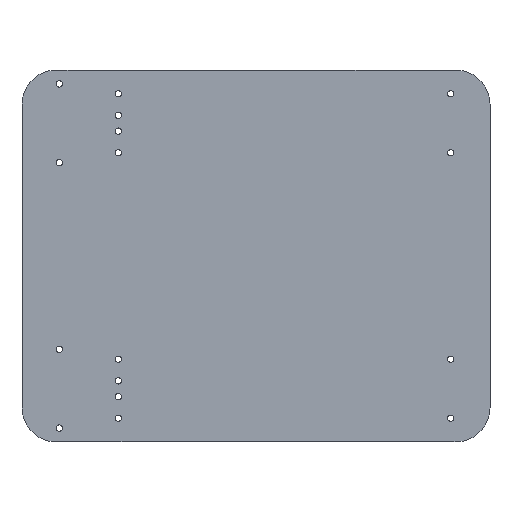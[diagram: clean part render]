
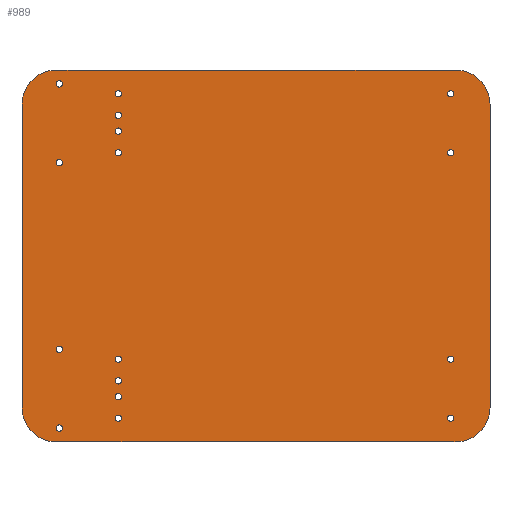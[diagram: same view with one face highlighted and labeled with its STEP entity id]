
A CAD part, top view. The second image highlights one B-rep face of the part: STEP entity #989.
In plain terms, the highlighted planar face has unit normal (0, 0, 1).
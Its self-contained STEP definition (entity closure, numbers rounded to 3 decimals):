
#52 = VERTEX_POINT('',#53);
#53 = CARTESIAN_POINT('',(-19.,-5.779,0.411));
#59 = EDGE_CURVE('',#52,#60,#62,.T.);
#60 = VERTEX_POINT('',#61);
#61 = CARTESIAN_POINT('',(-1.779,-23.,0.411));
#62 = CIRCLE('',#63,17.221);
#63 = AXIS2_PLACEMENT_3D('',#64,#65,#66);
#64 = CARTESIAN_POINT('',(-1.779,-5.779,0.411));
#65 = DIRECTION('',(0.,0.,1.));
#66 = DIRECTION('',(-1.,0.,0.));
#92 = EDGE_CURVE('',#60,#93,#95,.T.);
#93 = VERTEX_POINT('',#94);
#94 = CARTESIAN_POINT('',(13.,-23.,0.411));
#95 = LINE('',#96,#97);
#96 = CARTESIAN_POINT('',(-1.779,-23.,0.411));
#97 = VECTOR('',#98,1.);
#98 = DIRECTION('',(1.,0.,0.));
#123 = EDGE_CURVE('',#93,#124,#126,.T.);
#124 = VERTEX_POINT('',#125);
#125 = CARTESIAN_POINT('',(199.,-23.,0.411));
#126 = LINE('',#127,#128);
#127 = CARTESIAN_POINT('',(13.,-23.,0.411));
#128 = VECTOR('',#129,1.);
#129 = DIRECTION('',(1.,0.,0.));
#154 = EDGE_CURVE('',#124,#155,#157,.T.);
#155 = VERTEX_POINT('',#156);
#156 = CARTESIAN_POINT('',(201.779,-23.,0.411));
#157 = LINE('',#158,#159);
#158 = CARTESIAN_POINT('',(199.,-23.,0.411));
#159 = VECTOR('',#160,1.);
#160 = DIRECTION('',(1.,0.,0.));
#185 = EDGE_CURVE('',#155,#186,#188,.T.);
#186 = VERTEX_POINT('',#187);
#187 = CARTESIAN_POINT('',(219.,-5.779,0.411));
#188 = CIRCLE('',#189,17.221);
#189 = AXIS2_PLACEMENT_3D('',#190,#191,#192);
#190 = CARTESIAN_POINT('',(201.779,-5.779,0.411));
#191 = DIRECTION('',(0.,0.,1.));
#192 = DIRECTION('',(0.,-1.,0.));
#218 = EDGE_CURVE('',#186,#219,#221,.T.);
#219 = VERTEX_POINT('',#220);
#220 = CARTESIAN_POINT('',(219.,148.779,0.411));
#221 = LINE('',#222,#223);
#222 = CARTESIAN_POINT('',(219.,-5.779,0.411));
#223 = VECTOR('',#224,1.);
#224 = DIRECTION('',(0.,1.,0.));
#249 = EDGE_CURVE('',#219,#250,#252,.T.);
#250 = VERTEX_POINT('',#251);
#251 = CARTESIAN_POINT('',(201.779,166.,0.411));
#252 = CIRCLE('',#253,17.221);
#253 = AXIS2_PLACEMENT_3D('',#254,#255,#256);
#254 = CARTESIAN_POINT('',(201.779,148.779,0.411));
#255 = DIRECTION('',(0.,0.,1.));
#256 = DIRECTION('',(1.,0.,0.));
#282 = EDGE_CURVE('',#250,#283,#285,.T.);
#283 = VERTEX_POINT('',#284);
#284 = CARTESIAN_POINT('',(34.24,166.,0.411));
#285 = LINE('',#286,#287);
#286 = CARTESIAN_POINT('',(201.779,166.,0.411));
#287 = VECTOR('',#288,1.);
#288 = DIRECTION('',(-1.,0.,0.));
#313 = EDGE_CURVE('',#283,#314,#316,.T.);
#314 = VERTEX_POINT('',#315);
#315 = CARTESIAN_POINT('',(-1.779,166.,0.411));
#316 = LINE('',#317,#318);
#317 = CARTESIAN_POINT('',(34.24,166.,0.411));
#318 = VECTOR('',#319,1.);
#319 = DIRECTION('',(-1.,0.,0.));
#344 = EDGE_CURVE('',#314,#345,#347,.T.);
#345 = VERTEX_POINT('',#346);
#346 = CARTESIAN_POINT('',(-19.,148.779,0.411));
#347 = CIRCLE('',#348,17.221);
#348 = AXIS2_PLACEMENT_3D('',#349,#350,#351);
#349 = CARTESIAN_POINT('',(-1.779,148.779,0.411));
#350 = DIRECTION('',(0.,0.,1.));
#351 = DIRECTION('',(0.,1.,0.));
#377 = EDGE_CURVE('',#345,#52,#378,.T.);
#378 = LINE('',#379,#380);
#379 = CARTESIAN_POINT('',(-19.,148.779,0.411));
#380 = VECTOR('',#381,1.);
#381 = DIRECTION('',(0.,-1.,0.));
#401 = VERTEX_POINT('',#402);
#402 = CARTESIAN_POINT('',(1.6,-16.,0.411));
#408 = EDGE_CURVE('',#401,#401,#409,.T.);
#409 = CIRCLE('',#410,1.6);
#410 = AXIS2_PLACEMENT_3D('',#411,#412,#413);
#411 = CARTESIAN_POINT('',(0.,-16.,0.411));
#412 = DIRECTION('',(0.,0.,1.));
#413 = DIRECTION('',(1.,0.,0.));
#434 = VERTEX_POINT('',#435);
#435 = CARTESIAN_POINT('',(1.6,24.,0.411));
#441 = EDGE_CURVE('',#434,#434,#442,.T.);
#442 = CIRCLE('',#443,1.6);
#443 = AXIS2_PLACEMENT_3D('',#444,#445,#446);
#444 = CARTESIAN_POINT('',(0.,24.,0.411));
#445 = DIRECTION('',(0.,0.,1.));
#446 = DIRECTION('',(1.,0.,0.));
#467 = VERTEX_POINT('',#468);
#468 = CARTESIAN_POINT('',(1.6,119.,0.411));
#474 = EDGE_CURVE('',#467,#467,#475,.T.);
#475 = CIRCLE('',#476,1.6);
#476 = AXIS2_PLACEMENT_3D('',#477,#478,#479);
#477 = CARTESIAN_POINT('',(0.,119.,0.411));
#478 = DIRECTION('',(0.,0.,1.));
#479 = DIRECTION('',(1.,0.,0.));
#500 = VERTEX_POINT('',#501);
#501 = CARTESIAN_POINT('',(31.6,124.,0.411));
#507 = EDGE_CURVE('',#500,#500,#508,.T.);
#508 = CIRCLE('',#509,1.6);
#509 = AXIS2_PLACEMENT_3D('',#510,#511,#512);
#510 = CARTESIAN_POINT('',(30.,124.,0.411));
#511 = DIRECTION('',(0.,0.,1.));
#512 = DIRECTION('',(1.,0.,0.));
#533 = VERTEX_POINT('',#534);
#534 = CARTESIAN_POINT('',(31.6,154.,0.411));
#540 = EDGE_CURVE('',#533,#533,#541,.T.);
#541 = CIRCLE('',#542,1.6);
#542 = AXIS2_PLACEMENT_3D('',#543,#544,#545);
#543 = CARTESIAN_POINT('',(30.,154.,0.411));
#544 = DIRECTION('',(0.,0.,1.));
#545 = DIRECTION('',(1.,0.,0.));
#566 = VERTEX_POINT('',#567);
#567 = CARTESIAN_POINT('',(1.6,159.,0.411));
#573 = EDGE_CURVE('',#566,#566,#574,.T.);
#574 = CIRCLE('',#575,1.6);
#575 = AXIS2_PLACEMENT_3D('',#576,#577,#578);
#576 = CARTESIAN_POINT('',(0.,159.,0.411));
#577 = DIRECTION('',(0.,0.,1.));
#578 = DIRECTION('',(1.,0.,0.));
#599 = VERTEX_POINT('',#600);
#600 = CARTESIAN_POINT('',(31.6,135.,0.411));
#606 = EDGE_CURVE('',#599,#599,#607,.T.);
#607 = CIRCLE('',#608,1.6);
#608 = AXIS2_PLACEMENT_3D('',#609,#610,#611);
#609 = CARTESIAN_POINT('',(30.,135.,0.411));
#610 = DIRECTION('',(0.,0.,1.));
#611 = DIRECTION('',(1.,0.,0.));
#632 = VERTEX_POINT('',#633);
#633 = CARTESIAN_POINT('',(31.6,143.,0.411));
#639 = EDGE_CURVE('',#632,#632,#640,.T.);
#640 = CIRCLE('',#641,1.6);
#641 = AXIS2_PLACEMENT_3D('',#642,#643,#644);
#642 = CARTESIAN_POINT('',(30.,143.,0.411));
#643 = DIRECTION('',(0.,0.,1.));
#644 = DIRECTION('',(1.,0.,0.));
#665 = VERTEX_POINT('',#666);
#666 = CARTESIAN_POINT('',(31.6,-11.,0.411));
#672 = EDGE_CURVE('',#665,#665,#673,.T.);
#673 = CIRCLE('',#674,1.6);
#674 = AXIS2_PLACEMENT_3D('',#675,#676,#677);
#675 = CARTESIAN_POINT('',(30.,-11.,0.411));
#676 = DIRECTION('',(0.,0.,1.));
#677 = DIRECTION('',(1.,0.,0.));
#698 = VERTEX_POINT('',#699);
#699 = CARTESIAN_POINT('',(31.6,0.,0.411));
#705 = EDGE_CURVE('',#698,#698,#706,.T.);
#706 = CIRCLE('',#707,1.6);
#707 = AXIS2_PLACEMENT_3D('',#708,#709,#710);
#708 = CARTESIAN_POINT('',(30.,0.,0.411));
#709 = DIRECTION('',(0.,0.,1.));
#710 = DIRECTION('',(1.,0.,0.));
#731 = VERTEX_POINT('',#732);
#732 = CARTESIAN_POINT('',(200.6,-11.,0.411));
#738 = EDGE_CURVE('',#731,#731,#739,.T.);
#739 = CIRCLE('',#740,1.6);
#740 = AXIS2_PLACEMENT_3D('',#741,#742,#743);
#741 = CARTESIAN_POINT('',(199.,-11.,0.411));
#742 = DIRECTION('',(0.,0.,1.));
#743 = DIRECTION('',(1.,0.,0.));
#764 = VERTEX_POINT('',#765);
#765 = CARTESIAN_POINT('',(31.6,8.,0.411));
#771 = EDGE_CURVE('',#764,#764,#772,.T.);
#772 = CIRCLE('',#773,1.6);
#773 = AXIS2_PLACEMENT_3D('',#774,#775,#776);
#774 = CARTESIAN_POINT('',(30.,8.,0.411));
#775 = DIRECTION('',(0.,0.,1.));
#776 = DIRECTION('',(1.,0.,0.));
#797 = VERTEX_POINT('',#798);
#798 = CARTESIAN_POINT('',(31.6,19.,0.411));
#804 = EDGE_CURVE('',#797,#797,#805,.T.);
#805 = CIRCLE('',#806,1.6);
#806 = AXIS2_PLACEMENT_3D('',#807,#808,#809);
#807 = CARTESIAN_POINT('',(30.,19.,0.411));
#808 = DIRECTION('',(0.,0.,1.));
#809 = DIRECTION('',(1.,0.,0.));
#830 = VERTEX_POINT('',#831);
#831 = CARTESIAN_POINT('',(200.6,19.,0.411));
#837 = EDGE_CURVE('',#830,#830,#838,.T.);
#838 = CIRCLE('',#839,1.6);
#839 = AXIS2_PLACEMENT_3D('',#840,#841,#842);
#840 = CARTESIAN_POINT('',(199.,19.,0.411));
#841 = DIRECTION('',(0.,0.,1.));
#842 = DIRECTION('',(1.,0.,0.));
#863 = VERTEX_POINT('',#864);
#864 = CARTESIAN_POINT('',(200.6,124.,0.411));
#870 = EDGE_CURVE('',#863,#863,#871,.T.);
#871 = CIRCLE('',#872,1.6);
#872 = AXIS2_PLACEMENT_3D('',#873,#874,#875);
#873 = CARTESIAN_POINT('',(199.,124.,0.411));
#874 = DIRECTION('',(0.,0.,1.));
#875 = DIRECTION('',(1.,0.,0.));
#896 = VERTEX_POINT('',#897);
#897 = CARTESIAN_POINT('',(200.6,154.,0.411));
#903 = EDGE_CURVE('',#896,#896,#904,.T.);
#904 = CIRCLE('',#905,1.6);
#905 = AXIS2_PLACEMENT_3D('',#906,#907,#908);
#906 = CARTESIAN_POINT('',(199.,154.,0.411));
#907 = DIRECTION('',(0.,0.,1.));
#908 = DIRECTION('',(1.,0.,0.));
#989 = ADVANCED_FACE('',(#990,#1003,#1006,#1009,#1012,#1015,#1018,#1021,
    #1024,#1027,#1030,#1033,#1036,#1039,#1042,#1045,#1048),#1051,.F.);
#990 = FACE_BOUND('',#991,.T.);
#991 = EDGE_LOOP('',(#992,#993,#994,#995,#996,#997,#998,#999,#1000,#1001
    ,#1002));
#992 = ORIENTED_EDGE('',*,*,#59,.T.);
#993 = ORIENTED_EDGE('',*,*,#92,.T.);
#994 = ORIENTED_EDGE('',*,*,#123,.T.);
#995 = ORIENTED_EDGE('',*,*,#154,.T.);
#996 = ORIENTED_EDGE('',*,*,#185,.T.);
#997 = ORIENTED_EDGE('',*,*,#218,.T.);
#998 = ORIENTED_EDGE('',*,*,#249,.T.);
#999 = ORIENTED_EDGE('',*,*,#282,.T.);
#1000 = ORIENTED_EDGE('',*,*,#313,.T.);
#1001 = ORIENTED_EDGE('',*,*,#344,.T.);
#1002 = ORIENTED_EDGE('',*,*,#377,.T.);
#1003 = FACE_BOUND('',#1004,.F.);
#1004 = EDGE_LOOP('',(#1005));
#1005 = ORIENTED_EDGE('',*,*,#408,.T.);
#1006 = FACE_BOUND('',#1007,.F.);
#1007 = EDGE_LOOP('',(#1008));
#1008 = ORIENTED_EDGE('',*,*,#441,.T.);
#1009 = FACE_BOUND('',#1010,.F.);
#1010 = EDGE_LOOP('',(#1011));
#1011 = ORIENTED_EDGE('',*,*,#474,.T.);
#1012 = FACE_BOUND('',#1013,.F.);
#1013 = EDGE_LOOP('',(#1014));
#1014 = ORIENTED_EDGE('',*,*,#507,.T.);
#1015 = FACE_BOUND('',#1016,.F.);
#1016 = EDGE_LOOP('',(#1017));
#1017 = ORIENTED_EDGE('',*,*,#540,.T.);
#1018 = FACE_BOUND('',#1019,.F.);
#1019 = EDGE_LOOP('',(#1020));
#1020 = ORIENTED_EDGE('',*,*,#573,.T.);
#1021 = FACE_BOUND('',#1022,.F.);
#1022 = EDGE_LOOP('',(#1023));
#1023 = ORIENTED_EDGE('',*,*,#606,.T.);
#1024 = FACE_BOUND('',#1025,.F.);
#1025 = EDGE_LOOP('',(#1026));
#1026 = ORIENTED_EDGE('',*,*,#639,.T.);
#1027 = FACE_BOUND('',#1028,.F.);
#1028 = EDGE_LOOP('',(#1029));
#1029 = ORIENTED_EDGE('',*,*,#672,.T.);
#1030 = FACE_BOUND('',#1031,.F.);
#1031 = EDGE_LOOP('',(#1032));
#1032 = ORIENTED_EDGE('',*,*,#705,.T.);
#1033 = FACE_BOUND('',#1034,.F.);
#1034 = EDGE_LOOP('',(#1035));
#1035 = ORIENTED_EDGE('',*,*,#738,.T.);
#1036 = FACE_BOUND('',#1037,.F.);
#1037 = EDGE_LOOP('',(#1038));
#1038 = ORIENTED_EDGE('',*,*,#771,.T.);
#1039 = FACE_BOUND('',#1040,.F.);
#1040 = EDGE_LOOP('',(#1041));
#1041 = ORIENTED_EDGE('',*,*,#804,.T.);
#1042 = FACE_BOUND('',#1043,.F.);
#1043 = EDGE_LOOP('',(#1044));
#1044 = ORIENTED_EDGE('',*,*,#837,.T.);
#1045 = FACE_BOUND('',#1046,.F.);
#1046 = EDGE_LOOP('',(#1047));
#1047 = ORIENTED_EDGE('',*,*,#870,.T.);
#1048 = FACE_BOUND('',#1049,.F.);
#1049 = EDGE_LOOP('',(#1050));
#1050 = ORIENTED_EDGE('',*,*,#903,.T.);
#1051 = PLANE('',#1052);
#1052 = AXIS2_PLACEMENT_3D('',#1053,#1054,#1055);
#1053 = CARTESIAN_POINT('',(-19.,-5.779,0.411));
#1054 = DIRECTION('',(0.,0.,-1.));
#1055 = DIRECTION('',(-1.,0.,0.));
